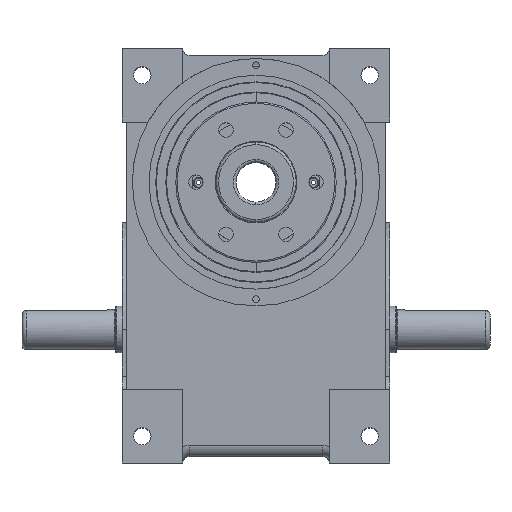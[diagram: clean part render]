
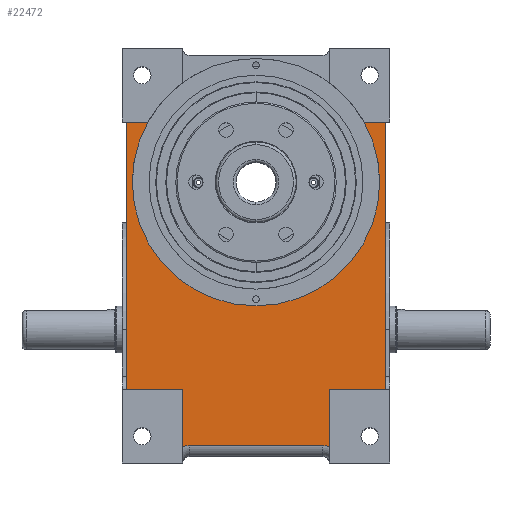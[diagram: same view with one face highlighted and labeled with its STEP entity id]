
A CAD part, top view. The second image highlights one B-rep face of the part: STEP entity #22472.
In plain terms, the highlighted planar face has unit normal (0, 0, 1).
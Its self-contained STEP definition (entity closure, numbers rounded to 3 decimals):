
#661 = VECTOR ( 'NONE', #24560, 1000. ) ;
#812 = VERTEX_POINT ( 'NONE', #14109 ) ;
#1101 = CARTESIAN_POINT ( 'NONE',  ( 92.5, 213., 107. ) ) ;
#1173 = ORIENTED_EDGE ( 'NONE', *, *, #19092, .T. ) ;
#1422 = CARTESIAN_POINT ( 'NONE',  ( -92.5, 213., 107. ) ) ;
#2152 = ORIENTED_EDGE ( 'NONE', *, *, #21310, .F. ) ;
#2153 = AXIS2_PLACEMENT_3D ( 'NONE', #6997, #9554, #30778 ) ;
#2357 = VERTEX_POINT ( 'NONE', #23259 ) ;
#3695 = CARTESIAN_POINT ( 'NONE',  ( 50., 3., 107. ) ) ;
#4247 = CIRCLE ( 'NONE', #2153, 92.5 ) ;
#4339 = ORIENTED_EDGE ( 'NONE', *, *, #23577, .F. ) ;
#4883 = CARTESIAN_POINT ( 'NONE',  ( -103., 258., 107. ) ) ;
#5172 = EDGE_CURVE ( 'NONE', #15523, #10596, #4247, .T. ) ;
#6139 = DIRECTION ( 'NONE',  ( 0., 1., 0. ) ) ;
#6338 = VERTEX_POINT ( 'NONE', #29503 ) ;
#6617 = DIRECTION ( 'NONE',  ( 0., 0., -1. ) ) ;
#6691 = LINE ( 'NONE', #26443, #13172 ) ;
#6727 = EDGE_CURVE ( 'NONE', #812, #15523, #22430, .T. ) ;
#6816 = DIRECTION ( 'NONE',  ( 0., 0., 1. ) ) ;
#6997 = CARTESIAN_POINT ( 'NONE',  ( 0., 213., 107. ) ) ;
#7073 = CARTESIAN_POINT ( 'NONE',  ( -97., 58., 107. ) ) ;
#7104 = CARTESIAN_POINT ( 'NONE',  ( -103., 258., 107. ) ) ;
#7120 = LINE ( 'NONE', #18661, #661 ) ;
#7331 = DIRECTION ( 'NONE',  ( 1., 0., 0. ) ) ;
#7881 = CARTESIAN_POINT ( 'NONE',  ( -55., 58., 107. ) ) ;
#8844 = VERTEX_POINT ( 'NONE', #14454 ) ;
#9026 = CARTESIAN_POINT ( 'NONE',  ( -55., 15., 107. ) ) ;
#9187 = EDGE_CURVE ( 'NONE', #8844, #14984, #7120, .T. ) ;
#9217 = DIRECTION ( 'NONE',  ( 0., -1., 0. ) ) ;
#9495 = CIRCLE ( 'NONE', #19741, 13. ) ;
#9554 = DIRECTION ( 'NONE',  ( 0., 0., 1. ) ) ;
#10183 = VERTEX_POINT ( 'NONE', #7073 ) ;
#10369 = ORIENTED_EDGE ( 'NONE', *, *, #13001, .T. ) ;
#10397 = ORIENTED_EDGE ( 'NONE', *, *, #21839, .T. ) ;
#10596 = VERTEX_POINT ( 'NONE', #1101 ) ;
#10766 = EDGE_CURVE ( 'NONE', #10596, #24386, #15370, .T. ) ;
#11002 = VERTEX_POINT ( 'NONE', #27169 ) ;
#11668 = CARTESIAN_POINT ( 'NONE',  ( 97., 258., 107. ) ) ;
#11979 = DIRECTION ( 'NONE',  ( 0., 0., -1. ) ) ;
#13001 = EDGE_CURVE ( 'NONE', #24041, #21073, #26245, .T. ) ;
#13172 = VECTOR ( 'NONE', #28896, 1000. ) ;
#13273 = EDGE_LOOP ( 'NONE', ( #22091, #16297, #4339, #24939, #1173, #10369, #29331, #22365, #17571, #10397, #27235, #2152, #13462, #22457 ) ) ;
#13462 = ORIENTED_EDGE ( 'NONE', *, *, #10766, .F. ) ;
#13538 = VECTOR ( 'NONE', #28989, 1000. ) ;
#13557 = DIRECTION ( 'NONE',  ( 0., 0., 1. ) ) ;
#13687 = VECTOR ( 'NONE', #23474, 1000. ) ;
#13955 = AXIS2_PLACEMENT_3D ( 'NONE', #21361, #6816, #23852 ) ;
#14109 = CARTESIAN_POINT ( 'NONE',  ( -80.816, 258., 107. ) ) ;
#14283 = DIRECTION ( 'NONE',  ( 0., 1., 0. ) ) ;
#14329 = CARTESIAN_POINT ( 'NONE',  ( 0., 213., 107. ) ) ;
#14454 = CARTESIAN_POINT ( 'NONE',  ( 55., 15., 107. ) ) ;
#14576 = VECTOR ( 'NONE', #26973, 1000. ) ;
#14984 = VERTEX_POINT ( 'NONE', #17574 ) ;
#15370 = CIRCLE ( 'NONE', #13955, 92.5 ) ;
#15523 = VERTEX_POINT ( 'NONE', #1422 ) ;
#15566 = VECTOR ( 'NONE', #7331, 1000. ) ;
#16000 = LINE ( 'NONE', #20665, #28233 ) ;
#16297 = ORIENTED_EDGE ( 'NONE', *, *, #25848, .F. ) ;
#17061 = LINE ( 'NONE', #11668, #22773 ) ;
#17571 = ORIENTED_EDGE ( 'NONE', *, *, #9187, .T. ) ;
#17574 = CARTESIAN_POINT ( 'NONE',  ( 55., 58., 107. ) ) ;
#17884 = EDGE_CURVE ( 'NONE', #10183, #19910, #16000, .T. ) ;
#18095 = CARTESIAN_POINT ( 'NONE',  ( -50., 16., 107. ) ) ;
#18661 = CARTESIAN_POINT ( 'NONE',  ( 55., 63., 107. ) ) ;
#19013 = EDGE_CURVE ( 'NONE', #6338, #8844, #9495, .T. ) ;
#19068 = VERTEX_POINT ( 'NONE', #25847 ) ;
#19092 = EDGE_CURVE ( 'NONE', #19910, #24041, #20892, .T. ) ;
#19741 = AXIS2_PLACEMENT_3D ( 'NONE', #3695, #20692, #6139 ) ;
#19910 = VERTEX_POINT ( 'NONE', #7881 ) ;
#20665 = CARTESIAN_POINT ( 'NONE',  ( -103., 58., 107. ) ) ;
#20692 = DIRECTION ( 'NONE',  ( 0., 0., -1. ) ) ;
#20892 = LINE ( 'NONE', #21000, #13687 ) ;
#21000 = CARTESIAN_POINT ( 'NONE',  ( -55., 0., 107. ) ) ;
#21011 = LINE ( 'NONE', #24485, #14576 ) ;
#21073 = VERTEX_POINT ( 'NONE', #18095 ) ;
#21175 = CARTESIAN_POINT ( 'NONE',  ( -50., 3., 107. ) ) ;
#21243 = EDGE_CURVE ( 'NONE', #21073, #6338, #22253, .T. ) ;
#21310 = EDGE_CURVE ( 'NONE', #24386, #11002, #26503, .T. ) ;
#21361 = CARTESIAN_POINT ( 'NONE',  ( 0., 213., 107. ) ) ;
#21839 = EDGE_CURVE ( 'NONE', #14984, #19068, #6691, .T. ) ;
#22035 = LINE ( 'NONE', #4883, #15566 ) ;
#22091 = ORIENTED_EDGE ( 'NONE', *, *, #6727, .F. ) ;
#22253 = LINE ( 'NONE', #26113, #28041 ) ;
#22365 = ORIENTED_EDGE ( 'NONE', *, *, #19013, .T. ) ;
#22430 = CIRCLE ( 'NONE', #29551, 92.5 ) ;
#22457 = ORIENTED_EDGE ( 'NONE', *, *, #5172, .F. ) ;
#22472 = ADVANCED_FACE ( 'NONE', ( #28779 ), #26613, .F. ) ;
#22773 = VECTOR ( 'NONE', #9217, 1000. ) ;
#23115 = AXIS2_PLACEMENT_3D ( 'NONE', #7104, #11979, #29063 ) ;
#23148 = AXIS2_PLACEMENT_3D ( 'NONE', #21175, #6617, #23633 ) ;
#23259 = CARTESIAN_POINT ( 'NONE',  ( -97., 258., 107. ) ) ;
#23474 = DIRECTION ( 'NONE',  ( 0., -1., 0. ) ) ;
#23577 = EDGE_CURVE ( 'NONE', #10183, #2357, #21011, .T. ) ;
#23633 = DIRECTION ( 'NONE',  ( 0., 1., 0. ) ) ;
#23730 = DIRECTION ( 'NONE',  ( 1., 0., 0. ) ) ;
#23852 = DIRECTION ( 'NONE',  ( 0., 1., 0. ) ) ;
#24041 = VERTEX_POINT ( 'NONE', #9026 ) ;
#24386 = VERTEX_POINT ( 'NONE', #27802 ) ;
#24485 = CARTESIAN_POINT ( 'NONE',  ( -97., 258., 107. ) ) ;
#24560 = DIRECTION ( 'NONE',  ( 0., 1., 0. ) ) ;
#24939 = ORIENTED_EDGE ( 'NONE', *, *, #17884, .T. ) ;
#25847 = CARTESIAN_POINT ( 'NONE',  ( 97., 58., 107. ) ) ;
#25848 = EDGE_CURVE ( 'NONE', #2357, #812, #22035, .T. ) ;
#26113 = CARTESIAN_POINT ( 'NONE',  ( -103., 16., 107. ) ) ;
#26245 = CIRCLE ( 'NONE', #23148, 13. ) ;
#26287 = EDGE_CURVE ( 'NONE', #11002, #19068, #17061, .T. ) ;
#26443 = CARTESIAN_POINT ( 'NONE',  ( -103., 58., 107. ) ) ;
#26503 = LINE ( 'NONE', #28889, #13538 ) ;
#26613 = PLANE ( 'NONE',  #23115 ) ;
#26973 = DIRECTION ( 'NONE',  ( 0., 1., 0. ) ) ;
#27169 = CARTESIAN_POINT ( 'NONE',  ( 97., 258., 107. ) ) ;
#27235 = ORIENTED_EDGE ( 'NONE', *, *, #26287, .F. ) ;
#27802 = CARTESIAN_POINT ( 'NONE',  ( 80.816, 258., 107. ) ) ;
#28041 = VECTOR ( 'NONE', #23730, 1000. ) ;
#28233 = VECTOR ( 'NONE', #30521, 1000. ) ;
#28779 = FACE_OUTER_BOUND ( 'NONE', #13273, .T. ) ;
#28889 = CARTESIAN_POINT ( 'NONE',  ( -103., 258., 107. ) ) ;
#28896 = DIRECTION ( 'NONE',  ( 1., 0., 0. ) ) ;
#28989 = DIRECTION ( 'NONE',  ( 1., 0., 0. ) ) ;
#29063 = DIRECTION ( 'NONE',  ( 0., 1., 0. ) ) ;
#29331 = ORIENTED_EDGE ( 'NONE', *, *, #21243, .T. ) ;
#29503 = CARTESIAN_POINT ( 'NONE',  ( 50., 16., 107. ) ) ;
#29551 = AXIS2_PLACEMENT_3D ( 'NONE', #14329, #13557, #14283 ) ;
#30521 = DIRECTION ( 'NONE',  ( 1., 0., 0. ) ) ;
#30778 = DIRECTION ( 'NONE',  ( 0., 1., 0. ) ) ;
